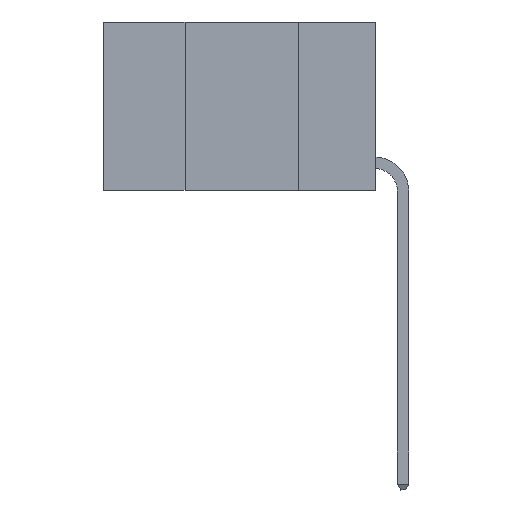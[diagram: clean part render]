
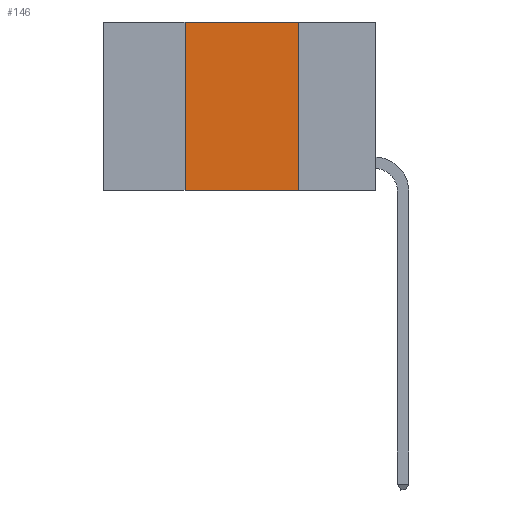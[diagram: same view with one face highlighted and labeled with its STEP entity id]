
A CAD part, left-side view. The second image highlights one B-rep face of the part: STEP entity #146.
In plain terms, the highlighted planar face has unit normal (-1, 0, 0).
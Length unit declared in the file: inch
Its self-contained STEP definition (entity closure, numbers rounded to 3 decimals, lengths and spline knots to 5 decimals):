
#146 = ADVANCED_FACE ( 'NONE', ( #9557 ), #5796, .F. ) ;
#462 = ORIENTED_EDGE ( 'NONE', *, *, #10273, .F. ) ;
#720 = DIRECTION ( 'NONE',  ( 1., 0., 0. ) ) ;
#910 = EDGE_CURVE ( 'NONE', #9975, #5358, #5878, .T. ) ;
#1091 = VECTOR ( 'NONE', #3594, 39.37008 ) ;
#2736 = ORIENTED_EDGE ( 'NONE', *, *, #910, .F. ) ;
#3217 = CARTESIAN_POINT ( 'NONE',  ( 0., 0.42, -0.37 ) ) ;
#3594 = DIRECTION ( 'NONE',  ( 0., -1., 0. ) ) ;
#3872 = ORIENTED_EDGE ( 'NONE', *, *, #5753, .T. ) ;
#3873 = CARTESIAN_POINT ( 'NONE',  ( 0., 0.17, 0. ) ) ;
#4447 = CARTESIAN_POINT ( 'NONE',  ( 0., 0.6, 0. ) ) ;
#4952 = EDGE_LOOP ( 'NONE', ( #2736, #462, #9569, #3872 ) ) ;
#5105 = DIRECTION ( 'NONE',  ( 0., 0., -1. ) ) ;
#5246 = CARTESIAN_POINT ( 'NONE',  ( 0., 0.17, -0.37 ) ) ;
#5358 = VERTEX_POINT ( 'NONE', #5246 ) ;
#5518 = VERTEX_POINT ( 'NONE', #6566 ) ;
#5753 = EDGE_CURVE ( 'NONE', #8192, #5358, #8837, .T. ) ;
#5761 = VECTOR ( 'NONE', #5105, 39.37008 ) ;
#5796 = PLANE ( 'NONE',  #10508 ) ;
#5878 = LINE ( 'NONE', #9454, #5761 ) ;
#6345 = LINE ( 'NONE', #4447, #10679 ) ;
#6359 = VECTOR ( 'NONE', #9614, 39.37008 ) ;
#6566 = CARTESIAN_POINT ( 'NONE',  ( 0., 0.42, 0. ) ) ;
#6910 = CARTESIAN_POINT ( 'NONE',  ( 0., 0.6, -0.37 ) ) ;
#7981 = DIRECTION ( 'NONE',  ( 0., -1., 0. ) ) ;
#8192 = VERTEX_POINT ( 'NONE', #3217 ) ;
#8690 = CARTESIAN_POINT ( 'NONE',  ( 0., 0.6, 0. ) ) ;
#8837 = LINE ( 'NONE', #6910, #1091 ) ;
#9454 = CARTESIAN_POINT ( 'NONE',  ( 0., 0.17, 0. ) ) ;
#9556 = LINE ( 'NONE', #11162, #6359 ) ;
#9557 = FACE_OUTER_BOUND ( 'NONE', #4952, .T. ) ;
#9569 = ORIENTED_EDGE ( 'NONE', *, *, #10592, .F. ) ;
#9614 = DIRECTION ( 'NONE',  ( 0., 0., 1. ) ) ;
#9975 = VERTEX_POINT ( 'NONE', #3873 ) ;
#10273 = EDGE_CURVE ( 'NONE', #5518, #9975, #6345, .T. ) ;
#10362 = DIRECTION ( 'NONE',  ( 0., 0., -1. ) ) ;
#10508 = AXIS2_PLACEMENT_3D ( 'NONE', #8690, #720, #10362 ) ;
#10592 = EDGE_CURVE ( 'NONE', #8192, #5518, #9556, .T. ) ;
#10679 = VECTOR ( 'NONE', #7981, 39.37008 ) ;
#11162 = CARTESIAN_POINT ( 'NONE',  ( 0., 0.42, 0. ) ) ;
